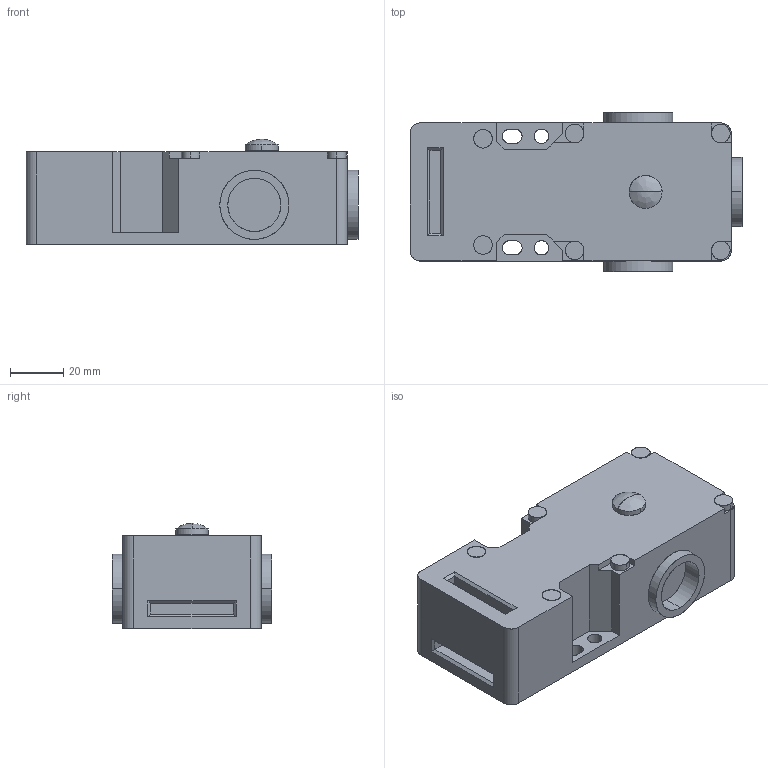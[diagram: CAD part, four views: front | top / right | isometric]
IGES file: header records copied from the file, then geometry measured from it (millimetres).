
Start section: SolidWorks IGES file using analytic representation for surfaces
Global section: file name: OUTSIDE-HS1B-##4R-#.IGS,15; native system: HSolidWorks 2012; preprocessor: SolidWorks 2012; author: 2606; date: 140418.191116; units: millimetre
Bounding box: 125 x 60 x 39.7 mm (x, y, z)
Surface area: 31943.6 mm2 (no closed solid volume)
Topology: 0 solids, 0 shells, 112 faces, 1672 edges, 1670 vertices
Faces by surface type: bspline 70, revolution 42
